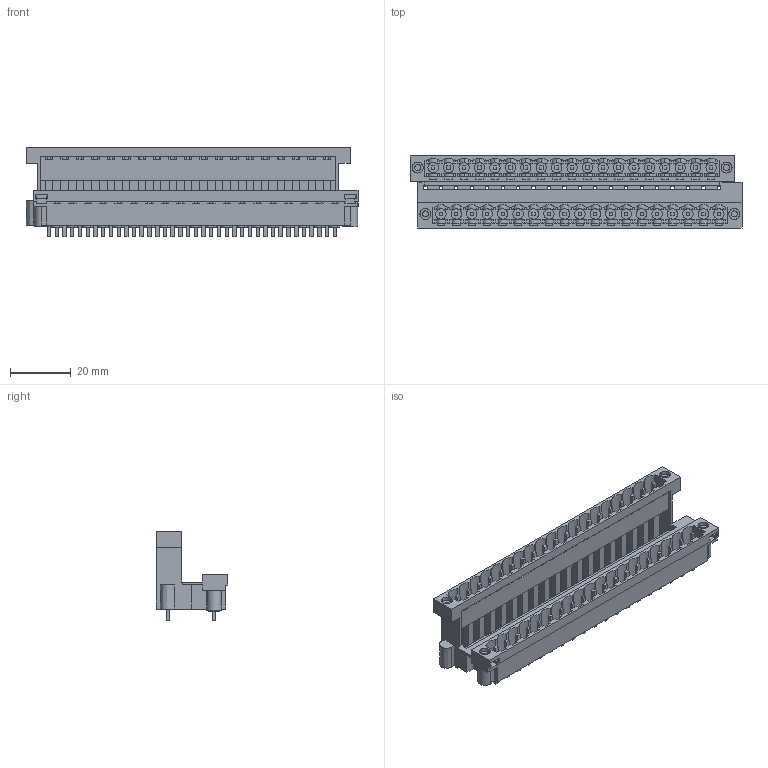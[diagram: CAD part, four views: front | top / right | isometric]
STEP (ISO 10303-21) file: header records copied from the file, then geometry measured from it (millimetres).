
FILE_DESCRIPTION(('CATIA V5 STEP Exchange','CAx-IF Rec.Pracs.--- Model Styling and Organization---1.2---2011-12-15'),'2;1');
FILE_NAME ('D1458680_0_1889380000_1889380000.stp','2018-04-19T11:20:55+00:00',('none'),('Weidmueller'),'CATIA Version 5-6 Release 2014','CATIA V5 STEP AP214','none');
FILE_SCHEMA(('AUTOMOTIVE_DESIGN { 1 0 10303 214 1 1 1 1 }'));
Products named in the file (1): 1889380000
Bounding box: 109.22 x 23.67 x 29.36 mm (x, y, z)
Volume: 15845.2 mm3; surface area: 30333.9 mm2
Topology: 43 solids, 62 shells, 1820 faces, 5857 edges, 4092 vertices
Faces by surface type: plane 1490, cylinder 326, extrusion 4
Entity records: 61691 total; most frequent: CARTESIAN_POINT 13985, ORIENTED_EDGE 11714, DIRECTION 7118, EDGE_CURVE 5857, VECTOR 4705, LINE 4701, VERTEX_POINT 4092, EDGE_LOOP 1961
